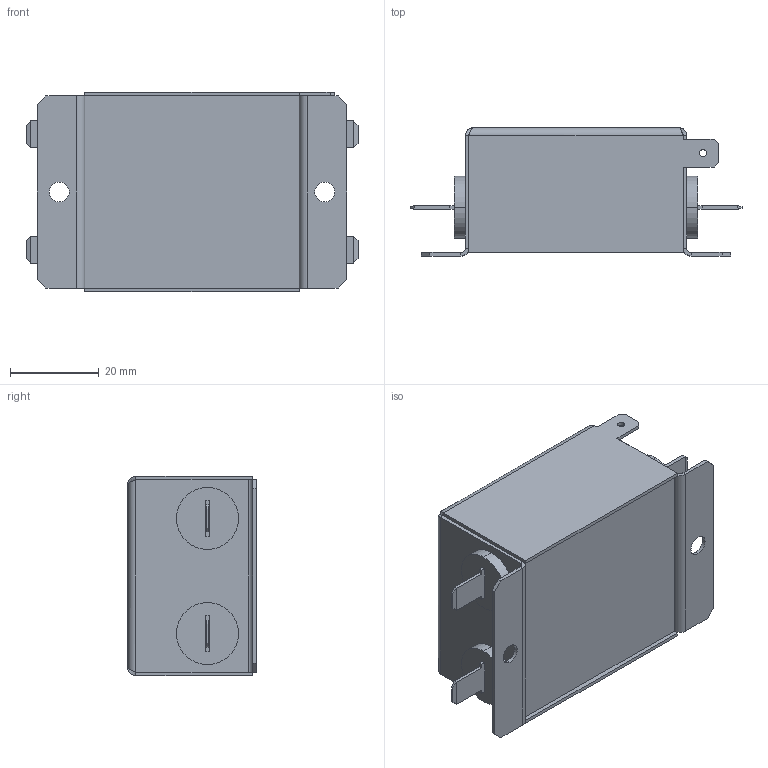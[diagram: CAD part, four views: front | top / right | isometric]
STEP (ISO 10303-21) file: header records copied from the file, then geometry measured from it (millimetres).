
FILE_DESCRIPTION (( 'STEP AP214' ), '1' );
FILE_NAME ('190429.STEP', '2020-05-28T23:08:14', ( '' ), ( '' ), 'SwSTEP 2.0', 'SolidWorks 2018', '' );
FILE_SCHEMA (( 'AUTOMOTIVE_DESIGN' ));
Length unit declared in the file: millimetre
Products named in the file (1): 190429
Bounding box: 75 x 29 x 45 mm (x, y, z)
Volume: 63591.3 mm3; surface area: 16388.8 mm2
Topology: 1 solids, 1 shells, 159 faces, 369 edges, 220 vertices
Faces by surface type: plane 111, cylinder 28, bspline 20
Entity records: 5015 total; most frequent: CARTESIAN_POINT 1455, ORIENTED_EDGE 738, DIRECTION 677, EDGE_CURVE 369, VECTOR 277, LINE 277, VERTEX_POINT 220, AXIS2_PLACEMENT_3D 200
